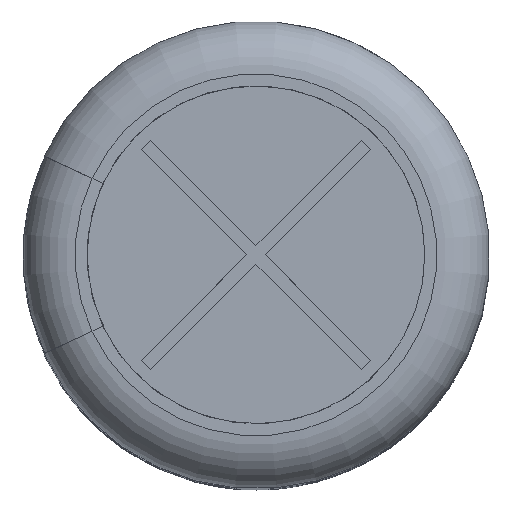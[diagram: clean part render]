
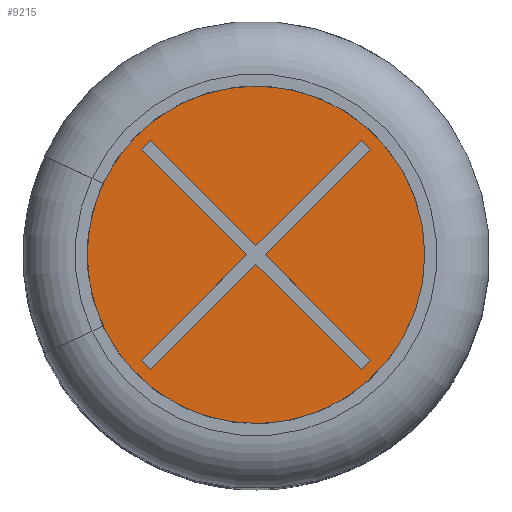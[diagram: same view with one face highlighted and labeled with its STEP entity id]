
A CAD part, top view. The second image highlights one B-rep face of the part: STEP entity #9215.
In plain terms, the highlighted planar face has unit normal (0, 0, 1).
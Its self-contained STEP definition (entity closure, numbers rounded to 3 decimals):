
#956=FACE_BOUND('',#3112,.T.);
#1042=LINE('',#12852,#1763);
#1043=LINE('',#12854,#1764);
#1044=LINE('',#12856,#1765);
#1045=LINE('',#12858,#1766);
#1046=LINE('',#12860,#1767);
#1047=LINE('',#12862,#1768);
#1048=LINE('',#12864,#1769);
#1049=LINE('',#12866,#1770);
#1050=LINE('',#12868,#1771);
#1051=LINE('',#12870,#1772);
#1052=LINE('',#12872,#1773);
#1053=LINE('',#12873,#1774);
#1763=VECTOR('',#10660,1000.);
#1764=VECTOR('',#10661,1000.);
#1765=VECTOR('',#10662,1000.);
#1766=VECTOR('',#10663,1000.);
#1767=VECTOR('',#10664,1000.);
#1768=VECTOR('',#10665,1000.);
#1769=VECTOR('',#10666,1000.);
#1770=VECTOR('',#10667,1000.);
#1771=VECTOR('',#10668,1000.);
#1772=VECTOR('',#10669,1000.);
#1773=VECTOR('',#10670,1000.);
#1774=VECTOR('',#10671,1000.);
#2579=FACE_OUTER_BOUND('',#3111,.T.);
#3111=EDGE_LOOP('',(#6337));
#3112=EDGE_LOOP('',(#6338,#6339,#6340,#6341,#6342,#6343,#6344,#6345,#6346,
#6347,#6348,#6349));
#3722=CIRCLE('',#9816,1.935);
#4051=VERTEX_POINT('',#12848);
#4052=VERTEX_POINT('',#12850);
#4053=VERTEX_POINT('',#12851);
#4054=VERTEX_POINT('',#12853);
#4055=VERTEX_POINT('',#12855);
#4056=VERTEX_POINT('',#12857);
#4057=VERTEX_POINT('',#12859);
#4058=VERTEX_POINT('',#12861);
#4059=VERTEX_POINT('',#12863);
#4060=VERTEX_POINT('',#12865);
#4061=VERTEX_POINT('',#12867);
#4062=VERTEX_POINT('',#12869);
#4063=VERTEX_POINT('',#12871);
#4958=EDGE_CURVE('',#4051,#4051,#3722,.T.);
#4959=EDGE_CURVE('',#4052,#4053,#1042,.T.);
#4960=EDGE_CURVE('',#4054,#4052,#1043,.T.);
#4961=EDGE_CURVE('',#4055,#4054,#1044,.T.);
#4962=EDGE_CURVE('',#4056,#4055,#1045,.T.);
#4963=EDGE_CURVE('',#4057,#4056,#1046,.T.);
#4964=EDGE_CURVE('',#4058,#4057,#1047,.T.);
#4965=EDGE_CURVE('',#4059,#4058,#1048,.T.);
#4966=EDGE_CURVE('',#4060,#4059,#1049,.T.);
#4967=EDGE_CURVE('',#4061,#4060,#1050,.T.);
#4968=EDGE_CURVE('',#4062,#4061,#1051,.T.);
#4969=EDGE_CURVE('',#4063,#4062,#1052,.T.);
#4970=EDGE_CURVE('',#4053,#4063,#1053,.T.);
#6337=ORIENTED_EDGE('',*,*,#4958,.F.);
#6338=ORIENTED_EDGE('',*,*,#4959,.F.);
#6339=ORIENTED_EDGE('',*,*,#4960,.F.);
#6340=ORIENTED_EDGE('',*,*,#4961,.F.);
#6341=ORIENTED_EDGE('',*,*,#4962,.F.);
#6342=ORIENTED_EDGE('',*,*,#4963,.F.);
#6343=ORIENTED_EDGE('',*,*,#4964,.F.);
#6344=ORIENTED_EDGE('',*,*,#4965,.F.);
#6345=ORIENTED_EDGE('',*,*,#4966,.F.);
#6346=ORIENTED_EDGE('',*,*,#4967,.F.);
#6347=ORIENTED_EDGE('',*,*,#4968,.F.);
#6348=ORIENTED_EDGE('',*,*,#4969,.F.);
#6349=ORIENTED_EDGE('',*,*,#4970,.F.);
#8919=PLANE('',#9815);
#9215=ADVANCED_FACE('',(#2579,#956),#8919,.T.);
#9815=AXIS2_PLACEMENT_3D('',#12847,#10656,#10657);
#9816=AXIS2_PLACEMENT_3D('',#12849,#10658,#10659);
#10656=DIRECTION('center_axis',(0.,0.,1.));
#10657=DIRECTION('ref_axis',(1.,0.,0.));
#10658=DIRECTION('center_axis',(0.,0.,-1.));
#10659=DIRECTION('ref_axis',(-1.,0.,0.));
#10660=DIRECTION('',(-0.707,-0.707,0.));
#10661=DIRECTION('',(-0.707,0.707,0.));
#10662=DIRECTION('',(0.707,0.707,0.));
#10663=DIRECTION('',(-0.707,0.707,0.));
#10664=DIRECTION('',(0.707,0.707,0.));
#10665=DIRECTION('',(0.707,-0.707,0.));
#10666=DIRECTION('',(0.707,0.707,0.));
#10667=DIRECTION('',(0.707,-0.707,0.));
#10668=DIRECTION('',(-0.707,-0.707,0.));
#10669=DIRECTION('',(0.707,-0.707,0.));
#10670=DIRECTION('',(-0.707,-0.707,0.));
#10671=DIRECTION('',(-0.707,0.707,0.));
#12847=CARTESIAN_POINT('Origin',(-1.935,0.,10.78));
#12848=CARTESIAN_POINT('',(1.935,0.,10.78));
#12849=CARTESIAN_POINT('Origin',(0.,0.,10.78));
#12850=CARTESIAN_POINT('',(1.128,1.227,10.78));
#12851=CARTESIAN_POINT('',(0.,0.099,10.78));
#12852=CARTESIAN_POINT('',(0.,0.099,10.78));
#12853=CARTESIAN_POINT('',(1.227,1.128,10.78));
#12854=CARTESIAN_POINT('',(1.128,1.227,10.78));
#12855=CARTESIAN_POINT('',(0.099,0.,10.78));
#12856=CARTESIAN_POINT('',(0.099,0.,10.78));
#12857=CARTESIAN_POINT('',(1.227,-1.128,10.78));
#12858=CARTESIAN_POINT('',(0.099,0.,10.78));
#12859=CARTESIAN_POINT('',(1.128,-1.227,10.78));
#12860=CARTESIAN_POINT('',(1.128,-1.227,10.78));
#12861=CARTESIAN_POINT('',(0.,-0.099,10.78));
#12862=CARTESIAN_POINT('',(0.,-0.099,10.78));
#12863=CARTESIAN_POINT('',(-1.128,-1.227,10.78));
#12864=CARTESIAN_POINT('',(0.,-0.099,10.78));
#12865=CARTESIAN_POINT('',(-1.227,-1.128,10.78));
#12866=CARTESIAN_POINT('',(-1.227,-1.128,10.78));
#12867=CARTESIAN_POINT('',(-0.099,0.,10.78));
#12868=CARTESIAN_POINT('',(-0.099,0.,10.78));
#12869=CARTESIAN_POINT('',(-1.227,1.128,10.78));
#12870=CARTESIAN_POINT('',(-0.099,0.,10.78));
#12871=CARTESIAN_POINT('',(-1.128,1.227,10.78));
#12872=CARTESIAN_POINT('',(-1.227,1.128,10.78));
#12873=CARTESIAN_POINT('',(0.,0.099,10.78));
